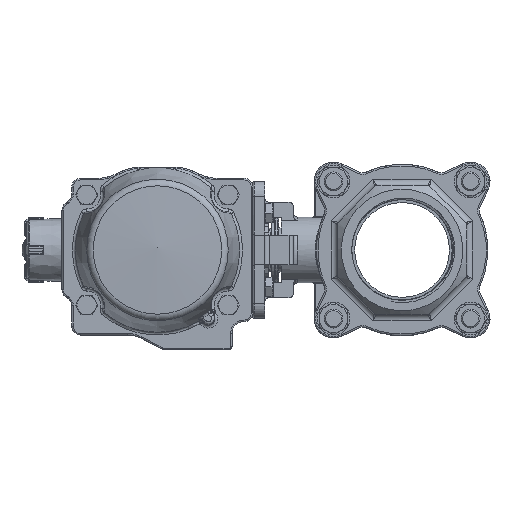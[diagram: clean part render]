
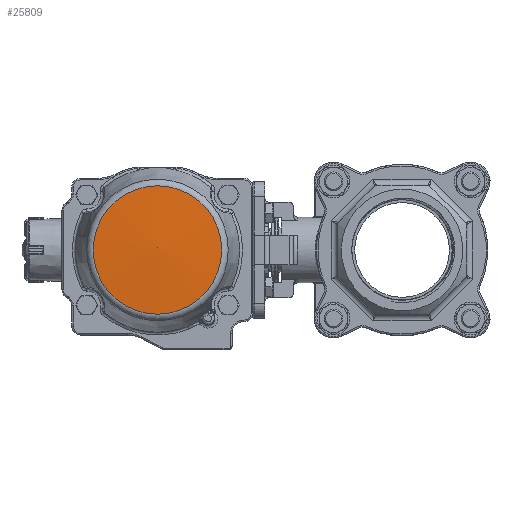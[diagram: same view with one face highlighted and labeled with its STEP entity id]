
A CAD part, left-side view. The second image highlights one B-rep face of the part: STEP entity #25809.
In plain terms, the highlighted toroidal (fillet/blend) face has major radius 0.793 mm and minor radius 540 mm.
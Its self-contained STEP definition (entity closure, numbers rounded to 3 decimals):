
#20=VERTEX_LOOP('',#18961);
#45=DEGENERATE_TOROIDAL_SURFACE('',#28235,0.793,540.,.F.);
#11305=ORIENTED_EDGE('',*,*,#16113,.F.);
#16113=EDGE_CURVE('',#18960,#18960,#20345,.T.);
#18960=VERTEX_POINT('',#76120);
#18961=VERTEX_POINT('',#76121);
#20345=CIRCLE('',#28236,43.034);
#22117=EDGE_LOOP('',(#11305));
#24007=FACE_BOUND('',#22117,.T.);
#24008=FACE_BOUND('',#20,.T.);
#25809=ADVANCED_FACE('',(#24007,#24008),#45,.F.);
#28235=AXIS2_PLACEMENT_3D('',#76118,#33678,#33679);
#28236=AXIS2_PLACEMENT_3D('',#76119,#33680,#33681);
#33678=DIRECTION('',(0.,0.,-1.));
#33679=DIRECTION('',(1.,0.,0.));
#33680=DIRECTION('',(0.,0.,-1.));
#33681=DIRECTION('',(-1.,0.,0.));
#76118=CARTESIAN_POINT('',(0.,0.,-404.899));
#76119=CARTESIAN_POINT('',(0.,0.,133.319));
#76120=CARTESIAN_POINT('',(-43.034,0.,133.319));
#76121=CARTESIAN_POINT('',(0.,0.,135.1));
